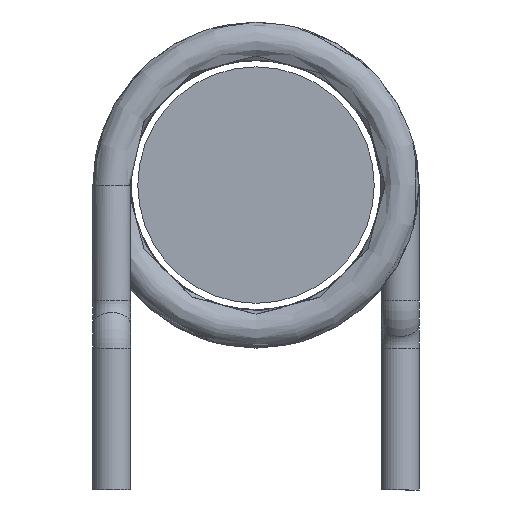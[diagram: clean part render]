
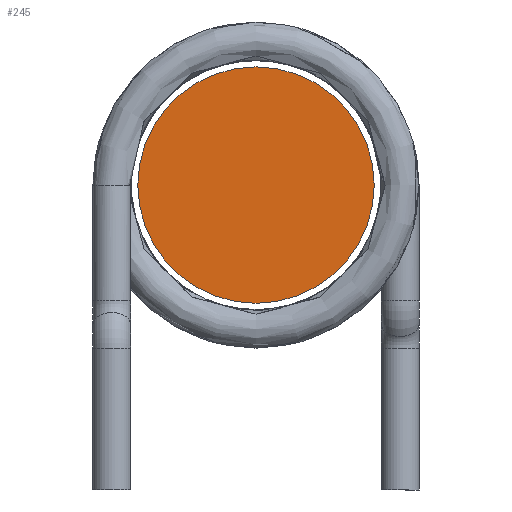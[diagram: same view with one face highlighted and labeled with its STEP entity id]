
A CAD part, left-side view. The second image highlights one B-rep face of the part: STEP entity #245.
In plain terms, the highlighted face is planar.
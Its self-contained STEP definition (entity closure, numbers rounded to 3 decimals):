
#33=PLANE('',#274);
#59=ORIENTED_EDGE('',*,*,#73,.F.);
#73=EDGE_CURVE('',#85,#85,#93,.T.);
#85=VERTEX_POINT('',#1803);
#93=CIRCLE('',#275,2.5);
#115=EDGE_LOOP('',(#59));
#139=FACE_BOUND('',#115,.T.);
#245=ADVANCED_FACE('',(#139),#33,.F.);
#274=AXIS2_PLACEMENT_3D('',#1801,#316,#317);
#275=AXIS2_PLACEMENT_3D('',#1802,#318,#319);
#316=DIRECTION('',(0.,1.,0.));
#317=DIRECTION('',(0.,0.,1.));
#318=DIRECTION('',(0.,1.,0.));
#319=DIRECTION('',(1.,0.,0.));
#1801=CARTESIAN_POINT('',(0.,-10.25,0.));
#1802=CARTESIAN_POINT('',(0.,-10.25,0.));
#1803=CARTESIAN_POINT('',(2.5,-10.25,0.));
